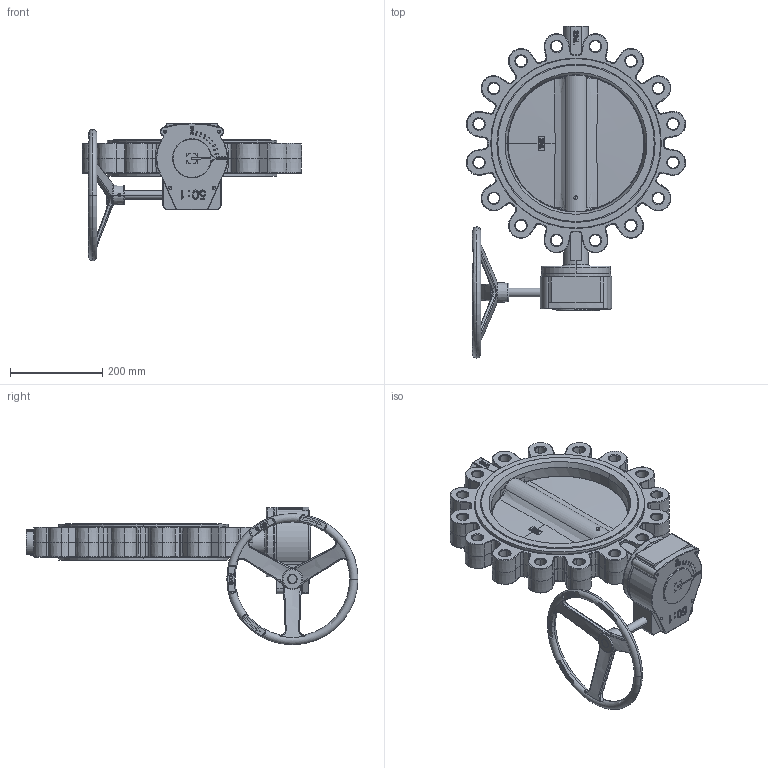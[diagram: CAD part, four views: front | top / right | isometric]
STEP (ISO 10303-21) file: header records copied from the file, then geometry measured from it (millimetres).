
FILE_DESCRIPTION (( 'STEP AP203' ), '1' );
FILE_NAME ('L9 DN300 + RM PN25.STEP', '2023-11-21T08:31:14', ( '' ), ( '' ), 'SwSTEP 2.0', 'SolidWorks 2023', '' );
FILE_SCHEMA (( 'CONFIG_CONTROL_DESIGN' ));
Products named in the file (1): L9 DN300 + RM PN25
Bounding box: 476.73 x 721.5 x 298.5 mm (x, y, z)
Volume: 9605283.5 mm3; surface area: 837619.6 mm2
Topology: 1 solids, 5 shells, 1553 faces, 3852 edges, 2376 vertices
Faces by surface type: plane 520, cone 286, bspline 257, cylinder 243, torus 243, sphere 4
Entity records: 74946 total; most frequent: CARTESIAN_POINT 39402, ORIENTED_EDGE 7644, DIRECTION 7026, EDGE_CURVE 3822, AXIS2_PLACEMENT_3D 2621, VERTEX_POINT 2376, LINE 1784, VECTOR 1784
